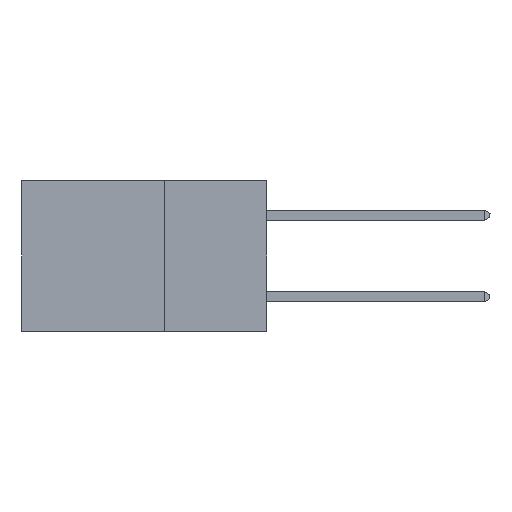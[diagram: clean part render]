
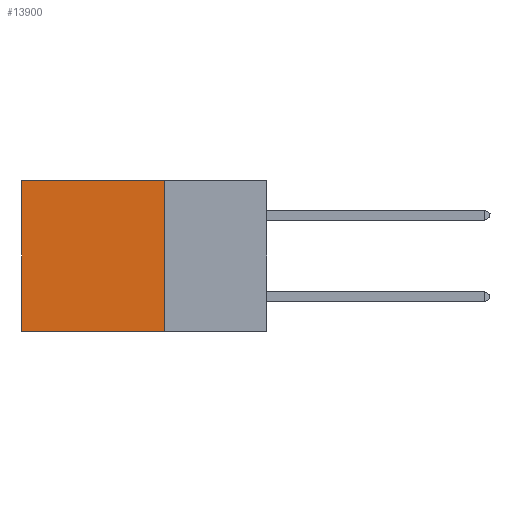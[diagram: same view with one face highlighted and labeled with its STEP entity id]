
A CAD part, left-side view. The second image highlights one B-rep face of the part: STEP entity #13900.
In plain terms, the highlighted planar face has unit normal (-1, 0, 0).
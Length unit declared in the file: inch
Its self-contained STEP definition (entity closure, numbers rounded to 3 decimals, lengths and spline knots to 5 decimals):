
#750 = CARTESIAN_POINT ( 'NONE',  ( 0.2875, 0.25, 0. ) ) ;
#862 = CARTESIAN_POINT ( 'NONE',  ( 0.2875, 0.25, -0.37 ) ) ;
#977 = VECTOR ( 'NONE', #18374, 39.37008 ) ;
#1200 = VERTEX_POINT ( 'NONE', #18981 ) ;
#2480 = EDGE_CURVE ( 'NONE', #22407, #26360, #19590, .T. ) ;
#5098 = VERTEX_POINT ( 'NONE', #7422 ) ;
#7422 = CARTESIAN_POINT ( 'NONE',  ( 0.2875, 0.25, -0.37 ) ) ;
#9070 = DIRECTION ( 'NONE',  ( 0., 1., 0. ) ) ;
#9232 = DIRECTION ( 'NONE',  ( 1., 0., 0. ) ) ;
#13206 = EDGE_LOOP ( 'NONE', ( #23245, #16610, #19838, #32716 ) ) ;
#13862 = AXIS2_PLACEMENT_3D ( 'NONE', #34187, #9232, #20355 ) ;
#13900 = ADVANCED_FACE ( 'NONE', ( #28530 ), #23080, .F. ) ;
#15030 = VECTOR ( 'NONE', #17170, 39.37008 ) ;
#15975 = DIRECTION ( 'NONE',  ( 0., 0., -1. ) ) ;
#16183 = VECTOR ( 'NONE', #15975, 39.37008 ) ;
#16610 = ORIENTED_EDGE ( 'NONE', *, *, #24817, .F. ) ;
#17170 = DIRECTION ( 'NONE',  ( 0., 0., -1. ) ) ;
#17712 = CARTESIAN_POINT ( 'NONE',  ( 0.2875, 0.6, -0.37 ) ) ;
#18374 = DIRECTION ( 'NONE',  ( 0., 1., 0. ) ) ;
#18981 = CARTESIAN_POINT ( 'NONE',  ( 0.2875, 0.25, 0. ) ) ;
#19590 = LINE ( 'NONE', #35644, #16183 ) ;
#19838 = ORIENTED_EDGE ( 'NONE', *, *, #26248, .F. ) ;
#20355 = DIRECTION ( 'NONE',  ( 0., 0., -1. ) ) ;
#21114 = CARTESIAN_POINT ( 'NONE',  ( 0.2875, 0.25, 0. ) ) ;
#22407 = VERTEX_POINT ( 'NONE', #26425 ) ;
#23080 = PLANE ( 'NONE',  #13862 ) ;
#23245 = ORIENTED_EDGE ( 'NONE', *, *, #2480, .T. ) ;
#24817 = EDGE_CURVE ( 'NONE', #5098, #26360, #28905, .T. ) ;
#25045 = EDGE_CURVE ( 'NONE', #1200, #22407, #34946, .T. ) ;
#26231 = VECTOR ( 'NONE', #9070, 39.37008 ) ;
#26248 = EDGE_CURVE ( 'NONE', #1200, #5098, #27713, .T. ) ;
#26360 = VERTEX_POINT ( 'NONE', #17712 ) ;
#26425 = CARTESIAN_POINT ( 'NONE',  ( 0.2875, 0.6, 0. ) ) ;
#27713 = LINE ( 'NONE', #750, #15030 ) ;
#28530 = FACE_OUTER_BOUND ( 'NONE', #13206, .T. ) ;
#28905 = LINE ( 'NONE', #862, #26231 ) ;
#32716 = ORIENTED_EDGE ( 'NONE', *, *, #25045, .T. ) ;
#34187 = CARTESIAN_POINT ( 'NONE',  ( 0.2875, 0.25, 0. ) ) ;
#34946 = LINE ( 'NONE', #21114, #977 ) ;
#35644 = CARTESIAN_POINT ( 'NONE',  ( 0.2875, 0.6, 0. ) ) ;
